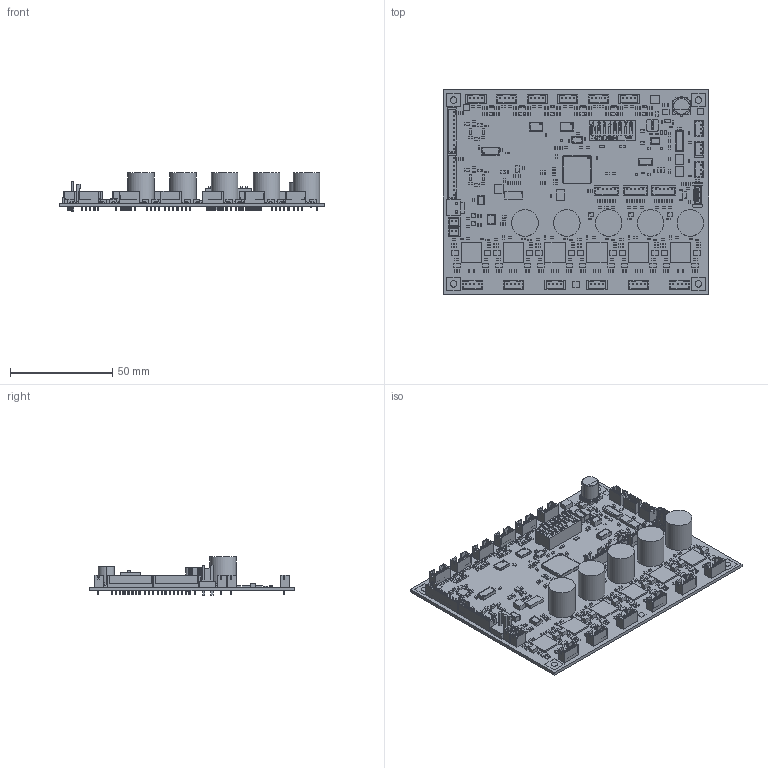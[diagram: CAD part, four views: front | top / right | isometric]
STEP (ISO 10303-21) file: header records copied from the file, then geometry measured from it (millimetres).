
FILE_DESCRIPTION(('STEP AP214'),'1');
FILE_NAME('8307018613_TMCM-6214_V13.step','2018-12-19T08:49:55',(' '),(' '),'Spatial InterOp 3D','XD3DPlugin XRACreate',' ');
FILE_SCHEMA(('automotive_design'));
Length unit declared in the file: millimetre
Products named in the file (248): Submodel-B2P-VH.xtd; B2P-VH; Submodel-JST_B2P-VH_part_simplified_JST_B2P-VH; DesignRootModel; Submodel-B2B-PH-K-S.xtd; B2B-PH-K-S; Submodel-JST_B2B-PH-K_part_simplified_JST_B2B-PH-K; Submodel-STEP-WE-PD-6033-ROBUST-rev1.xtd; STEP-WE-PD-6033-ROBUST-rev1; Submodel-WE-PD-XS-22UH_slash_1.1A_slash_0R25_part_simplified_WE-PD-XS; Submodel-K3D-DX07S024WJ3-V2_JAE_Proprietary.xtd; K3D-DX07S024WJ3-V2_JAE_Proprietary; Submodel-JAE_DX07S024WJ3R400_part_simplified_JAE_DX07S024WJ3R400; Submodel-B3B-PH-K-S.xtd; B3B-PH-K-S; Submodel-JST_B3B-PH-K_part_simplified_JST_B3B-PH-K; Submodel-B5B-PH-K-S.xtd; B5B-PH-K-S; Submodel-JST_B5B-PH-K_part_simplified_JST_B5B-PH-K; Submodel-B10B-PH-K-S.xtd; B10B-PH-K-S; Submodel-JST_B10B-PH-K_part_simplified_JST_B10B-PH-K; Submodel-B4B-PH-K-S.xtd; B4B-PH-K-S; Submodel-JST_B4B-PH-K_part_simplified_JST_B4B-PH-K; Submodel-SW3dPS-DIP SWITCH 8 POS CTS 206.xtd; SW3dPS-DIP SWITCH 8 POS CTS 206; Submodel-DIP-SW-8-TH_part_simplified_DIP-SW-8-2.54-TH; Submodel-User Library-AL_EL_cap_8mmx10mm.xtd; User Library-AL_EL_cap_8mmx10mm; Submodel-ELKO-SMD_slash_100UF_slash_35V_part_simplified_ELKO-SMD8.3X10.2; uid__9223372037147431020; Submodel-noModelForPart_SRV05-4_997324145; placementOutline; Submodel-SRV05-4_997324145_part_SOT23-6; Submodel-noModelForPart_TVS3300DRV_229997428; Submodel-TVS3300DRV_229997428_part_SON65P200X200X80-7N; Submodel-noModelForPart_74AHC1G00-SOT23-5_997324145; Submodel-74AHC1G00-SOT23-5_997324145_part_SOT23-5; Submodel-noModelForPart_0603_slash_10K0_slash_1_pct__3429145494 ...
Assembly tree (591 placements, depth 5):
  ProductRootModel
    DesignRootModel
      Submodel-JST_B2P-VH_part_simplified_JST_B2P-VH
        Submodel-B2P-VH.xtd
          B2P-VH
      Submodel-JST_B2B-PH-K_part_simplified_JST_B2B-PH-K  x2
        Submodel-B2B-PH-K-S.xtd
          B2B-PH-K-S
      Submodel-WE-PD-XS-22UH_slash_1.1A_slash_0R25_part_simplified_WE-PD-XS
        Submodel-STEP-WE-PD-6033-ROBUST-rev1.xtd
          STEP-WE-PD-6033-ROBUST-rev1
      Submodel-JAE_DX07S024WJ3R400_part_simplified_JAE_DX07S024WJ3R400
        Submodel-K3D-DX07S024WJ3-V2_JAE_Proprietary.xtd
          K3D-DX07S024WJ3-V2_JAE_Proprietary
      Submodel-JST_B3B-PH-K_part_simplified_JST_B3B-PH-K  x3
        Submodel-B3B-PH-K-S.xtd
          B3B-PH-K-S
      Submodel-JST_B5B-PH-K_part_simplified_JST_B5B-PH-K  x3
        Submodel-B5B-PH-K-S.xtd
          B5B-PH-K-S
      Submodel-JST_B10B-PH-K_part_simplified_JST_B10B-PH-K  x2
        Submodel-B10B-PH-K-S.xtd
          B10B-PH-K-S
      Submodel-JST_B4B-PH-K_part_simplified_JST_B4B-PH-K  x12
        Submodel-B4B-PH-K-S.xtd
          B4B-PH-K-S
      Submodel-DIP-SW-8-TH_part_simplified_DIP-SW-8-2.54-TH
        Submodel-SW3dPS-DIP SWITCH 8 POS CTS 206.xtd
          SW3dPS-DIP SWITCH 8 POS CTS 206
      Submodel-ELKO-SMD_slash_100UF_slash_35V_part_simplified_ELKO-SMD8.3X10.2
        Submodel-User Library-AL_EL_cap_8mmx10mm.xtd
          User Library-AL_EL_cap_8mmx10mm
      uid__9223372037147431020
      Submodel-SRV05-4_997324145_part_SOT23-6
        Submodel-noModelForPart_SRV05-4_997324145
          placementOutline
          placementOutline
      Submodel-TVS3300DRV_229997428_part_SON65P200X200X80-7N  x2
        Submodel-noModelForPart_TVS3300DRV_229997428
          placementOutline
          placementOutline
      Submodel-74AHC1G00-SOT23-5_997324145_part_SOT23-5
        Submodel-noModelForPart_74AHC1G00-SOT23-5_997324145
          placementOutline
          placementOutline
      Submodel-0603_slash_10K0_slash_1_pct__3429145494_part_IEC-0603  x19
        Submodel-noModelForPart_0603_slash_10K0_slash_1_pct__3429145494
          placementOutline
      Submodel-0603_slash_100NF_slash_50V_3821544989_part_IEC-0603  x62
        Submodel-noModelForPart_0603_slash_100NF_slash_50V_3821544989
          placementOutline
      Submodel-ISO1212DBQ_1782350832_part_SOP64P600X175-16N
        Submodel-noModelForPart_ISO1212DBQ_1782350832
          placementOutline
          placementOutline
          placementOutline
      Submodel-0603_slash_4.7UF_slash_10V_4275022817_part_IEC-0603  x2
        Submodel-noModelForPart_0603_slash_4.7UF_slash_10V_4275022817
          placementOutline
      Submodel-0603_slash_2K20_slash_1_pct__3429145494_part_IEC-0603  x2
Bounding box: 130 x 100 x 18.7 mm (x, y, z)
Volume: 39341.1 mm3; surface area: 51032.9 mm2
Topology: 476 solids, 476 shells, 5797 faces, 13542 edges, 8928 vertices
Faces by surface type: plane 5130, cylinder 347, bspline 201, extrusion 51, torus 36, cone 28, sphere 4
Full cylindrical faces by diameter (mm): 0.152 x1, 0.2 x18, 0.3 x3, 0.35 x3, 0.4 x1, 0.8 x3, 1.047 x1, 3.2 x3, 3.202 x1, 4 x1, 4.2 x1, 13 x5
Entity records: 117795 total; most frequent: CARTESIAN_POINT 28321, DIRECTION 12765, ORIENTED_EDGE 12610, EDGE_CURVE 6305, VECTOR 5083, LINE 5032, VERTEX_POINT 4120, AXIS2_PLACEMENT_3D 3841
